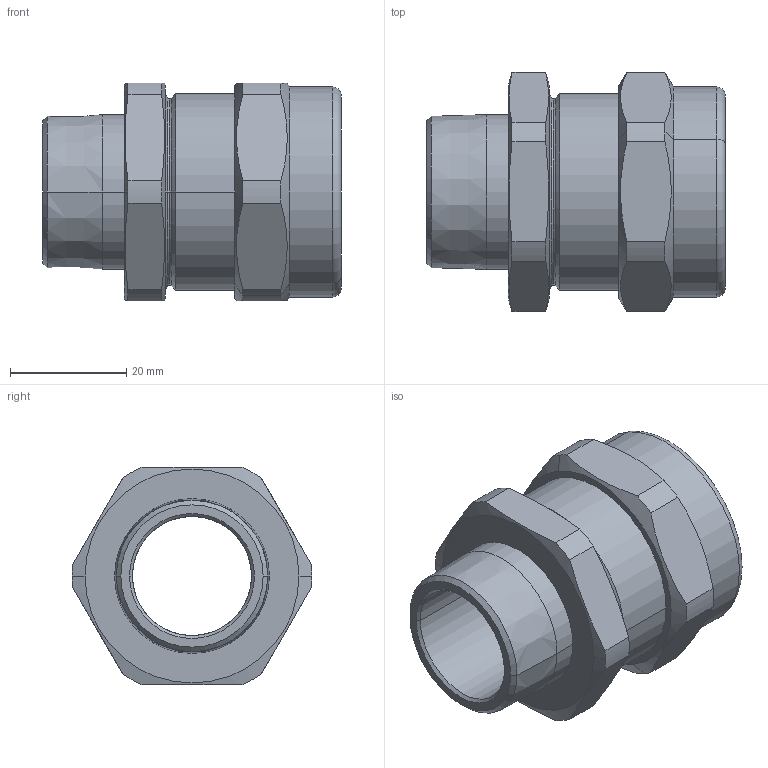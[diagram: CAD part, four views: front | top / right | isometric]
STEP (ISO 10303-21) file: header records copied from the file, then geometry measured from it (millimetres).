
FILE_DESCRIPTION (( 'STEP AP203' ), '1' );
FILE_NAME ('CG-075A080.STEP', '2020-07-09T08:50:38', ( '' ), ( '' ), 'SwSTEP 2.0', 'SolidWorks 2017', '' );
FILE_SCHEMA (( 'CONFIG_CONTROL_DESIGN' ));
Length unit declared in the file: millimetre
Products named in the file (1): CG-075A080
Bounding box: 51.34 x 41.25 x 37.5 mm (x, y, z)
Surface area: 10662 mm2 (no closed solid volume)
Topology: 0 solids, 3 shells, 81 faces, 194 edges, 120 vertices
Faces by surface type: cylinder 28, cone 24, plane 19, torus 10
Entity records: 2617 total; most frequent: CARTESIAN_POINT 620, DIRECTION 440, ORIENTED_EDGE 376, EDGE_CURVE 194, AXIS2_PLACEMENT_3D 188, VERTEX_POINT 120, CIRCLE 106, EDGE_LOOP 88
